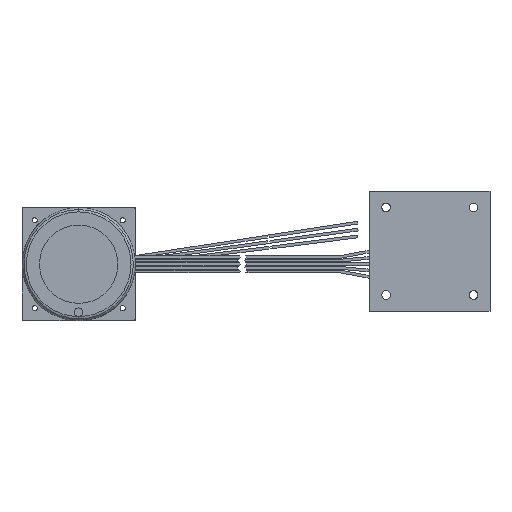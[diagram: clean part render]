
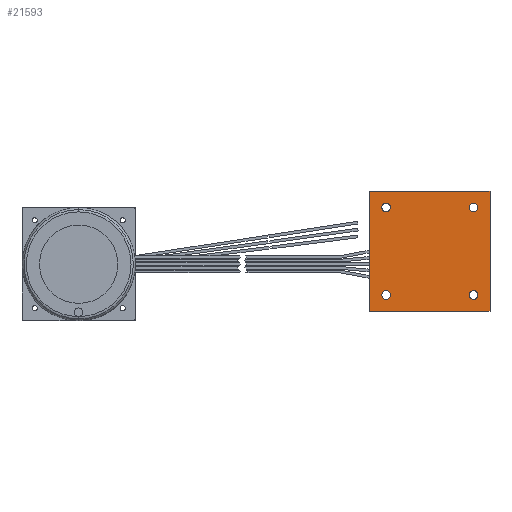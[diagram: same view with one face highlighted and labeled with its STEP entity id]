
A CAD part, front view. The second image highlights one B-rep face of the part: STEP entity #21593.
In plain terms, the highlighted face is planar.
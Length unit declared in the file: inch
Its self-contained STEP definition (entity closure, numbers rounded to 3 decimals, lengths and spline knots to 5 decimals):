
#1614 = AXIS2_PLACEMENT_3D ( 'NONE', #13143, #13165, #13166 ) ;
#1618 = AXIS2_PLACEMENT_3D ( 'NONE', #13167, #13168, #13169 ) ;
#1619 = AXIS2_PLACEMENT_3D ( 'NONE', #13170, #13171, #13172 ) ;
#1620 = AXIS2_PLACEMENT_3D ( 'NONE', #13173, #13174, #13175 ) ;
#1621 = VECTOR ( 'NONE', #13179, 39.37008 ) ;
#1637 = VECTOR ( 'NONE', #14368, 39.37008 ) ;
#1639 = VECTOR ( 'NONE', #14374, 39.37008 ) ;
#1657 = VECTOR ( 'NONE', #14428, 39.37008 ) ;
#2372 = ORIENTED_EDGE ( 'NONE', *, *, #20709, .F. ) ;
#2373 = ORIENTED_EDGE ( 'NONE', *, *, #20745, .F. ) ;
#2374 = ORIENTED_EDGE ( 'NONE', *, *, #20680, .F. ) ;
#2375 = ORIENTED_EDGE ( 'NONE', *, *, #36310, .F. ) ;
#2376 = ORIENTED_EDGE ( 'NONE', *, *, #20675, .F. ) ;
#2377 = ORIENTED_EDGE ( 'NONE', *, *, #36314, .F. ) ;
#2378 = ORIENTED_EDGE ( 'NONE', *, *, #20676, .F. ) ;
#2379 = ORIENTED_EDGE ( 'NONE', *, *, #36318, .F. ) ;
#2380 = ORIENTED_EDGE ( 'NONE', *, *, #20677, .F. ) ;
#2381 = ORIENTED_EDGE ( 'NONE', *, *, #20678, .F. ) ;
#2382 = ORIENTED_EDGE ( 'NONE', *, *, #36322, .F. ) ;
#2383 = ORIENTED_EDGE ( 'NONE', *, *, #20714, .F. ) ;
#4343 = VERTEX_POINT ( 'NONE', #25350 ) ;
#4472 = VERTEX_POINT ( 'NONE', #25415 ) ;
#4759 = VERTEX_POINT ( 'NONE', #25558 ) ;
#5033 = VERTEX_POINT ( 'NONE', #25693 ) ;
#5863 = VERTEX_POINT ( 'NONE', #19558 ) ;
#5869 = VERTEX_POINT ( 'NONE', #19564 ) ;
#5872 = VERTEX_POINT ( 'NONE', #19567 ) ;
#5877 = VERTEX_POINT ( 'NONE', #19572 ) ;
#5937 = VERTEX_POINT ( 'NONE', #19632 ) ;
#5945 = VERTEX_POINT ( 'NONE', #19640 ) ;
#5946 = VERTEX_POINT ( 'NONE', #19641 ) ;
#5958 = VERTEX_POINT ( 'NONE', #19653 ) ;
#13143 = CARTESIAN_POINT ( 'NONE',  ( -0.6375, -0.6375, 0. ) ) ;
#13165 = DIRECTION ( 'NONE',  ( 0., 0., -1. ) ) ;
#13166 = DIRECTION ( 'NONE',  ( -1., 0., 0. ) ) ;
#13167 = CARTESIAN_POINT ( 'NONE',  ( 0.6375, -0.6375, 0. ) ) ;
#13168 = DIRECTION ( 'NONE',  ( 0., 0., -1. ) ) ;
#13169 = DIRECTION ( 'NONE',  ( -1., 0., 0. ) ) ;
#13170 = CARTESIAN_POINT ( 'NONE',  ( 0.6375, 0.6375, 0. ) ) ;
#13171 = DIRECTION ( 'NONE',  ( 0., 0., -1. ) ) ;
#13172 = DIRECTION ( 'NONE',  ( -1., 0., 0. ) ) ;
#13173 = CARTESIAN_POINT ( 'NONE',  ( -0.6375, 0.6375, 0. ) ) ;
#13174 = DIRECTION ( 'NONE',  ( 0., 0., -1. ) ) ;
#13175 = DIRECTION ( 'NONE',  ( -1., 0., 0. ) ) ;
#13177 = LINE ( 'NONE', #13178, #1621 ) ;
#13178 = CARTESIAN_POINT ( 'NONE',  ( -0.875, -0.875, 0. ) ) ;
#13179 = DIRECTION ( 'NONE',  ( 1., 0., 0. ) ) ;
#14366 = LINE ( 'NONE', #14367, #1637 ) ;
#14367 = CARTESIAN_POINT ( 'NONE',  ( -0.875, -0.875, 0. ) ) ;
#14368 = DIRECTION ( 'NONE',  ( 0., -1., 0. ) ) ;
#14372 = LINE ( 'NONE', #14373, #1639 ) ;
#14373 = CARTESIAN_POINT ( 'NONE',  ( -0.875, 0.875, 0. ) ) ;
#14374 = DIRECTION ( 'NONE',  ( -1., 0., 0. ) ) ;
#14426 = LINE ( 'NONE', #14427, #1657 ) ;
#14427 = CARTESIAN_POINT ( 'NONE',  ( 0.875, -0.875, 0. ) ) ;
#14428 = DIRECTION ( 'NONE',  ( 0., 1., 0. ) ) ;
#19558 = CARTESIAN_POINT ( 'NONE',  ( -0.575, -0.6375, 0. ) ) ;
#19564 = CARTESIAN_POINT ( 'NONE',  ( 0.575, -0.6375, 0. ) ) ;
#19567 = CARTESIAN_POINT ( 'NONE',  ( 0.7, -0.6375, 0. ) ) ;
#19572 = CARTESIAN_POINT ( 'NONE',  ( -0.7, -0.6375, 0. ) ) ;
#19632 = CARTESIAN_POINT ( 'NONE',  ( 0.7, 0.6375, 0. ) ) ;
#19640 = CARTESIAN_POINT ( 'NONE',  ( -0.575, 0.6375, 0. ) ) ;
#19641 = CARTESIAN_POINT ( 'NONE',  ( -0.7, 0.6375, 0. ) ) ;
#19653 = CARTESIAN_POINT ( 'NONE',  ( 0.575, 0.6375, 0. ) ) ;
#20675 = EDGE_CURVE ( 'NONE', #5877, #5863, #34937, .T. ) ;
#20676 = EDGE_CURVE ( 'NONE', #5869, #5872, #34938, .T. ) ;
#20677 = EDGE_CURVE ( 'NONE', #5958, #5937, #34936, .T. ) ;
#20678 = EDGE_CURVE ( 'NONE', #5946, #5945, #34935, .T. ) ;
#20680 = EDGE_CURVE ( 'NONE', #4343, #5033, #13177, .T. ) ;
#20709 = EDGE_CURVE ( 'NONE', #4759, #4343, #14366, .T. ) ;
#20714 = EDGE_CURVE ( 'NONE', #4472, #4759, #14372, .T. ) ;
#20745 = EDGE_CURVE ( 'NONE', #5033, #4472, #14426, .T. ) ;
#21593 = ADVANCED_FACE ( 'NONE', ( #33727, #33731, #33733, #33735, #33737 ), #28260, .T. ) ;
#22302 = EDGE_LOOP ( 'NONE', ( #2375, #2376 ) ) ;
#22317 = EDGE_LOOP ( 'NONE', ( #2379, #2380 ) ) ;
#22387 = EDGE_LOOP ( 'NONE', ( #2377, #2378 ) ) ;
#22402 = EDGE_LOOP ( 'NONE', ( #2373, #2374, #2372, #2383 ) ) ;
#22474 = EDGE_LOOP ( 'NONE', ( #2382, #2381 ) ) ;
#25350 = CARTESIAN_POINT ( 'NONE',  ( -0.875, -0.875, 0. ) ) ;
#25415 = CARTESIAN_POINT ( 'NONE',  ( 0.875, 0.875, 0. ) ) ;
#25558 = CARTESIAN_POINT ( 'NONE',  ( -0.875, 0.875, 0. ) ) ;
#25693 = CARTESIAN_POINT ( 'NONE',  ( 0.875, -0.875, 0. ) ) ;
#28260 = PLANE ( 'NONE',  #33732 ) ;
#28261 = CARTESIAN_POINT ( 'NONE',  ( 0., 0., 0. ) ) ;
#28262 = DIRECTION ( 'NONE',  ( 0., 0., -1. ) ) ;
#28263 = DIRECTION ( 'NONE',  ( -1., 0., 0. ) ) ;
#33727 = FACE_BOUND ( 'NONE', #22474, .T. ) ;
#33731 = FACE_BOUND ( 'NONE', #22317, .T. ) ;
#33732 = AXIS2_PLACEMENT_3D ( 'NONE', #28261, #28262, #28263 ) ;
#33733 = FACE_BOUND ( 'NONE', #22387, .T. ) ;
#33735 = FACE_BOUND ( 'NONE', #22302, .T. ) ;
#33737 = FACE_OUTER_BOUND ( 'NONE', #22402, .T. ) ;
#34343 = AXIS2_PLACEMENT_3D ( 'NONE', #35415, #35416, #35417 ) ;
#34347 = AXIS2_PLACEMENT_3D ( 'NONE', #35427, #35428, #35429 ) ;
#34351 = AXIS2_PLACEMENT_3D ( 'NONE', #35439, #35440, #35441 ) ;
#34354 = AXIS2_PLACEMENT_3D ( 'NONE', #35451, #35452, #35453 ) ;
#34812 = CIRCLE ( 'NONE', #34354, 0.0625 ) ;
#34814 = CIRCLE ( 'NONE', #34351, 0.0625 ) ;
#34816 = CIRCLE ( 'NONE', #34347, 0.0625 ) ;
#34818 = CIRCLE ( 'NONE', #34343, 0.0625 ) ;
#34935 = CIRCLE ( 'NONE', #1620, 0.0625 ) ;
#34936 = CIRCLE ( 'NONE', #1619, 0.0625 ) ;
#34937 = CIRCLE ( 'NONE', #1614, 0.0625 ) ;
#34938 = CIRCLE ( 'NONE', #1618, 0.0625 ) ;
#35415 = CARTESIAN_POINT ( 'NONE',  ( -0.6375, -0.6375, 0. ) ) ;
#35416 = DIRECTION ( 'NONE',  ( 0., 0., -1. ) ) ;
#35417 = DIRECTION ( 'NONE',  ( -1., 0., 0. ) ) ;
#35427 = CARTESIAN_POINT ( 'NONE',  ( 0.6375, -0.6375, 0. ) ) ;
#35428 = DIRECTION ( 'NONE',  ( 0., 0., -1. ) ) ;
#35429 = DIRECTION ( 'NONE',  ( -1., 0., 0. ) ) ;
#35439 = CARTESIAN_POINT ( 'NONE',  ( 0.6375, 0.6375, 0. ) ) ;
#35440 = DIRECTION ( 'NONE',  ( 0., 0., -1. ) ) ;
#35441 = DIRECTION ( 'NONE',  ( -1., 0., 0. ) ) ;
#35451 = CARTESIAN_POINT ( 'NONE',  ( -0.6375, 0.6375, 0. ) ) ;
#35452 = DIRECTION ( 'NONE',  ( 0., 0., -1. ) ) ;
#35453 = DIRECTION ( 'NONE',  ( -1., 0., 0. ) ) ;
#36310 = EDGE_CURVE ( 'NONE', #5863, #5877, #34818, .T. ) ;
#36314 = EDGE_CURVE ( 'NONE', #5872, #5869, #34816, .T. ) ;
#36318 = EDGE_CURVE ( 'NONE', #5937, #5958, #34814, .T. ) ;
#36322 = EDGE_CURVE ( 'NONE', #5945, #5946, #34812, .T. ) ;
